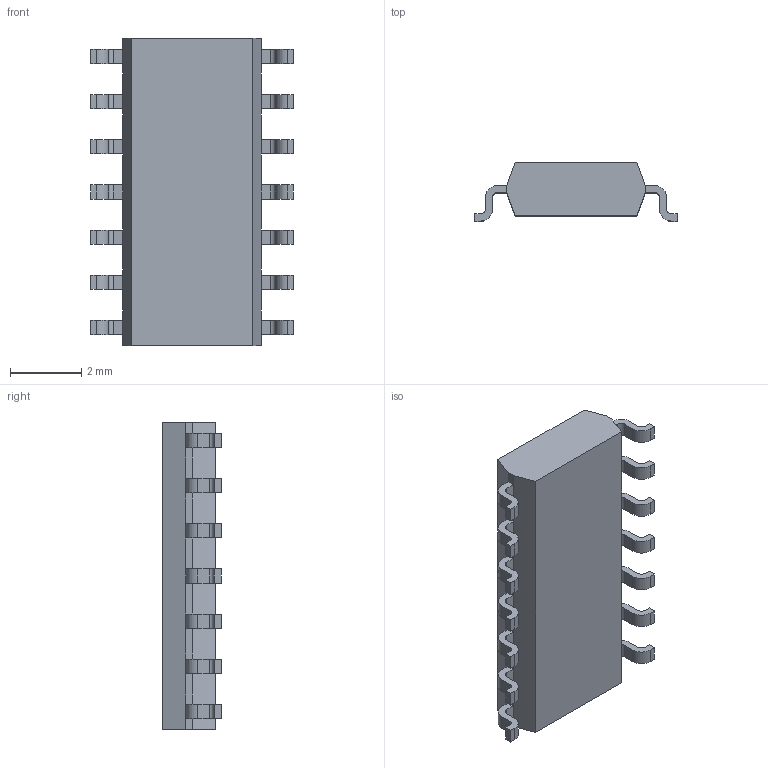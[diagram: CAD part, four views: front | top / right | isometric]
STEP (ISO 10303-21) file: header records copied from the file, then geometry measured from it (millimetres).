
FILE_DESCRIPTION (( 'STEP AP214' ), '1' );
FILE_NAME ('4F9BC62B-37C5-44AC-8F86-0E03308F34F3.STEP', '2007-03-05T16:01:21', ( 'SysAdmin' ), ( 'SolidWorks' ), 'SwSTEP 2.0', 'SolidWorks 2007', '' );
FILE_SCHEMA (( 'AUTOMOTIVE_DESIGN' ));
Length unit declared in the file: millimetre
Products named in the file (1): 4F9BC62B-37C5-44AC-8F86-0E03308F34F3
Bounding box: 5.7 x 1.65 x 8.65 mm (x, y, z)
Volume: 49.6 mm3; surface area: 122.9 mm2
Topology: 1 solids, 1 shells, 206 faces, 556 edges, 352 vertices
Faces by surface type: plane 150, cylinder 56
Entity records: 6486 total; most frequent: CARTESIAN_POINT 1115, ORIENTED_EDGE 1112, DIRECTION 1082, EDGE_CURVE 556, LINE 444, VECTOR 444, VERTEX_POINT 352, AXIS2_PLACEMENT_3D 319
